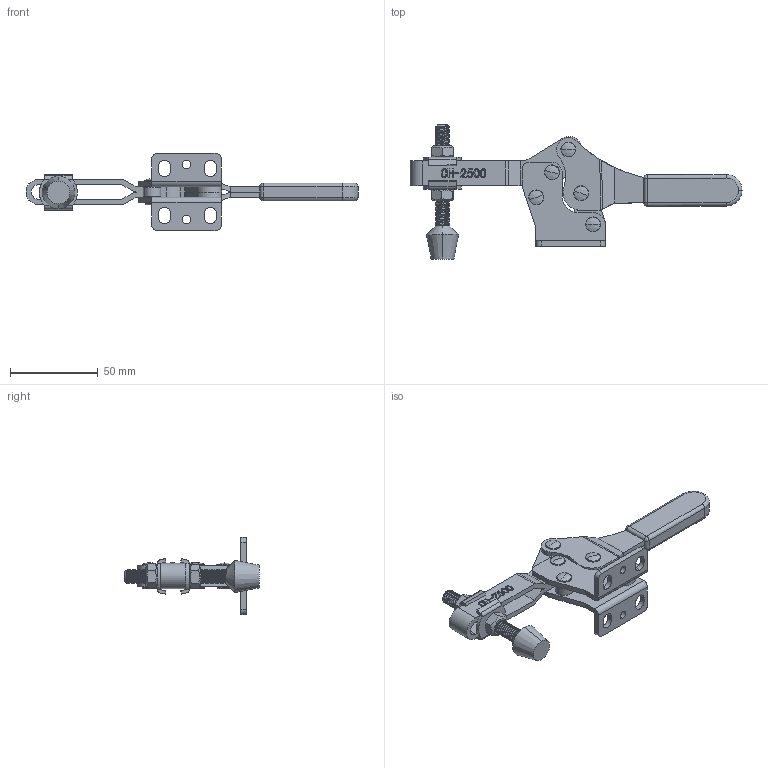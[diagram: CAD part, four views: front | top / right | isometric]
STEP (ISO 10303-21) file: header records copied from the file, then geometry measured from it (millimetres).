
FILE_DESCRIPTION (( 'STEP AP203' ), '1' );
FILE_NAME ('CH-2500.STEP', '2010-06-04T02:35:57', ( '·L?¥Î?' ), ( '·L?¤¤?' ), 'SwSTEP 2.0', 'SolidWorks 2005179', '' );
FILE_SCHEMA (( 'CONFIG_CONTROL_DESIGN' ));
Length unit declared in the file: millimetre
Products named in the file (12): CH-2500-01_??; CH-11401-05_??; CH-2500-05_??; CH-2500; CH-2500-04_??; CH-2500-02_??; CH-FC-56300_??; CH-FC-56300-02_??; FW516_??; CH-2500-06_??; CH-2500-03_??; CH-36092M-06_??
Assembly tree (20 placements, depth 2):
  CH-2500
    CH-2500-06_??  x5
    CH-FC-56300-02_??  x2
    FW516_??  x2
    CH-36092M-06_??  x4
    CH-2500-05_??
    CH-2500-02_??
    CH-2500-01_??
    CH-2500-03_??
    CH-2500-04_??
    CH-FC-56300_??
    CH-11401-05_??
Bounding box: 189.35 x 76.52 x 44 mm (x, y, z)
Volume: 49476 mm3; surface area: 43415.4 mm2
Topology: 23 solids, 23 shells, 2349 faces, 6679 edges, 4401 vertices
Faces by surface type: cylinder 1012, plane 1005, bspline 188, cone 76, torus 54, sphere 14
Entity records: 57300 total; most frequent: CARTESIAN_POINT 29842, ORIENTED_EDGE 6044, DIRECTION 4592, EDGE_CURVE 3022, VERTEX_POINT 1995, AXIS2_PLACEMENT_3D 1622, VECTOR 1348, LINE 1348
